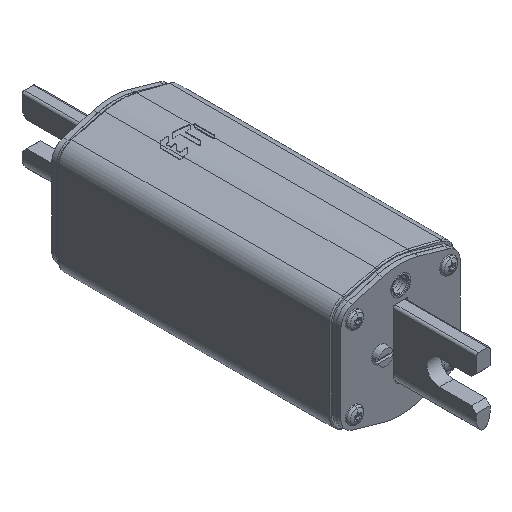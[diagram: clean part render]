
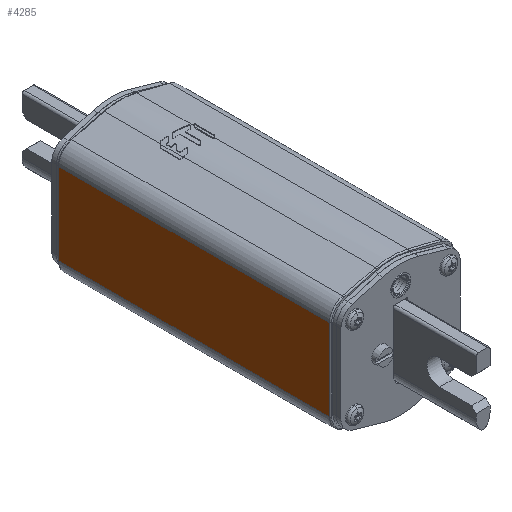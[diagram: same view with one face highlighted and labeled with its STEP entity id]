
A CAD part, isometric view. The second image highlights one B-rep face of the part: STEP entity #4285.
In plain terms, the highlighted face is planar.
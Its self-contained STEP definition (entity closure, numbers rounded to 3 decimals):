
#463=DIRECTION('',(0.,0.,1.));
#464=VECTOR('',#463,35.626);
#465=CARTESIAN_POINT('',(-59.,27.,-17.813));
#466=LINE('',#465,#464);
#477=DIRECTION('',(-1.,0.,0.));
#478=VECTOR('',#477,118.);
#479=CARTESIAN_POINT('',(59.,27.,-17.813));
#480=LINE('',#479,#478);
#1627=DIRECTION('',(1.,0.,0.));
#1628=VECTOR('',#1627,118.);
#1629=CARTESIAN_POINT('',(-59.,27.,17.813));
#1630=LINE('',#1629,#1628);
#1828=DIRECTION('',(0.,0.,-1.));
#1829=VECTOR('',#1828,35.626);
#1830=CARTESIAN_POINT('',(59.,27.,17.813));
#1831=LINE('',#1830,#1829);
#3735=CARTESIAN_POINT('',(59.,27.,17.813));
#3736=VERTEX_POINT('',#3735);
#3755=CARTESIAN_POINT('',(59.,27.,-17.813));
#3756=VERTEX_POINT('',#3755);
#3757=CARTESIAN_POINT('',(-59.,27.,-17.813));
#3758=CARTESIAN_POINT('',(-59.,27.,17.813));
#3759=VERTEX_POINT('',#3757);
#3760=VERTEX_POINT('',#3758);
#4271=CARTESIAN_POINT('',(-59.5,27.,-17.813));
#4272=DIRECTION('',(0.,1.,0.));
#4273=DIRECTION('',(0.,0.,1.));
#4274=AXIS2_PLACEMENT_3D('',#4271,#4272,#4273);
#4275=PLANE('',#4274);
#4276=ORIENTED_EDGE('',*,*,#4265,.F.);
#4278=ORIENTED_EDGE('',*,*,#4277,.F.);
#4280=ORIENTED_EDGE('',*,*,#4279,.F.);
#4282=ORIENTED_EDGE('',*,*,#4281,.F.);
#4283=EDGE_LOOP('',(#4276,#4278,#4280,#4282));
#4284=FACE_OUTER_BOUND('',#4283,.F.);
#4265=EDGE_CURVE('',#3759,#3760,#466,.T.);
#4277=EDGE_CURVE('',#3756,#3759,#480,.T.);
#4279=EDGE_CURVE('',#3736,#3756,#1831,.T.);
#4281=EDGE_CURVE('',#3760,#3736,#1630,.T.);
#4285=ADVANCED_FACE('',(#4284),#4275,.T.);
